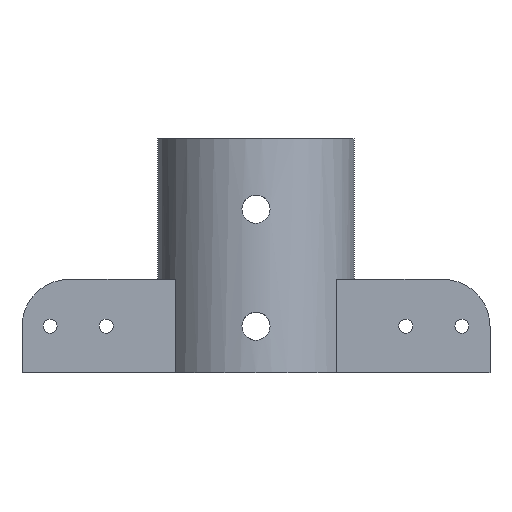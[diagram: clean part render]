
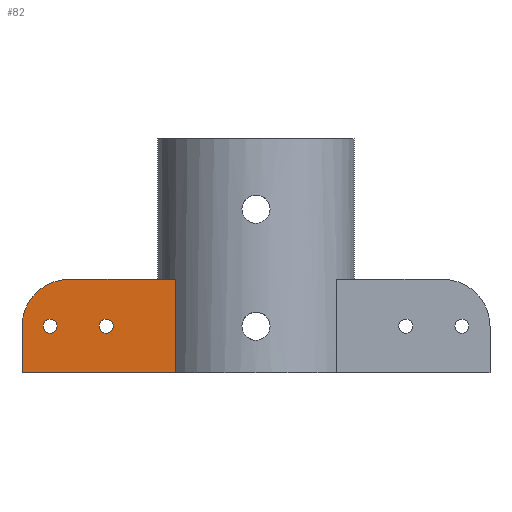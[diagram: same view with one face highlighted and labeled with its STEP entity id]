
A CAD part, front view. The second image highlights one B-rep face of the part: STEP entity #82.
In plain terms, the highlighted planar face has unit normal (0, -1, 0).
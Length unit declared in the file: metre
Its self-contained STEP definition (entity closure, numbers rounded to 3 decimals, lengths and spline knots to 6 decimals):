
#82 = ADVANCED_FACE( '', ( #186, #187, #188 ), #189, .T. );
#186 = FACE_BOUND( '', #303, .T. );
#187 = FACE_BOUND( '', #304, .T. );
#188 = FACE_OUTER_BOUND( '', #305, .T. );
#189 = PLANE( '', #306 );
#303 = EDGE_LOOP( '', ( #488 ) );
#304 = EDGE_LOOP( '', ( #489 ) );
#305 = EDGE_LOOP( '', ( #490, #491, #492, #493, #494 ) );
#306 = AXIS2_PLACEMENT_3D( '', #495, #496, #497 );
#488 = ORIENTED_EDGE( '', *, *, #609, .F. );
#489 = ORIENTED_EDGE( '', *, *, #627, .F. );
#490 = ORIENTED_EDGE( '', *, *, #644, .F. );
#491 = ORIENTED_EDGE( '', *, *, #631, .F. );
#492 = ORIENTED_EDGE( '', *, *, #645, .T. );
#493 = ORIENTED_EDGE( '', *, *, #593, .T. );
#494 = ORIENTED_EDGE( '', *, *, #599, .T. );
#495 = CARTESIAN_POINT( '', ( 0., -0.006, 0.005 ) );
#496 = DIRECTION( '', ( 0., -1., 0. ) );
#497 = DIRECTION( '', ( 1., 0., 0. ) );
#593 = EDGE_CURVE( '', #698, #696, #699, .T. );
#599 = EDGE_CURVE( '', #696, #704, #707, .T. );
#609 = EDGE_CURVE( '', #722, #722, #723, .T. );
#627 = EDGE_CURVE( '', #751, #751, #752, .T. );
#631 = EDGE_CURVE( '', #756, #754, #758, .T. );
#644 = EDGE_CURVE( '', #754, #704, #776, .T. );
#645 = EDGE_CURVE( '', #756, #698, #777, .T. );
#696 = VERTEX_POINT( '', #1033 );
#698 = VERTEX_POINT( '', #1036 );
#699 = LINE( '', #1037, #1038 );
#704 = VERTEX_POINT( '', #1046 );
#707 = LINE( '', #1049, #1050 );
#722 = VERTEX_POINT( '', #1070 );
#723 = CIRCLE( '', #1071, 0.00075 );
#751 = VERTEX_POINT( '', #1153 );
#752 = CIRCLE( '', #1154, 0.00075 );
#754 = VERTEX_POINT( '', #1156 );
#756 = VERTEX_POINT( '', #1158 );
#758 = LINE( '', #1161, #1162 );
#776 = LINE( '', #1281, #1282 );
#777 = CIRCLE( '', #1283, 0.005 );
#1033 = CARTESIAN_POINT( '', ( -0.025, -0.006, 0. ) );
#1036 = CARTESIAN_POINT( '', ( -0.025, -0.006, 0.005 ) );
#1037 = CARTESIAN_POINT( '', ( -0.025, -0.006, 0.0025 ) );
#1038 = VECTOR( '', #1380, 1. );
#1046 = CARTESIAN_POINT( '', ( -0.008617, -0.006, 0. ) );
#1049 = CARTESIAN_POINT( '', ( 0., -0.006, 0. ) );
#1050 = VECTOR( '', #1387, 1. );
#1070 = CARTESIAN_POINT( '', ( -0.016, -0.006, 0.00425 ) );
#1071 = AXIS2_PLACEMENT_3D( '', #1399, #1400, #1401 );
#1153 = CARTESIAN_POINT( '', ( -0.022, -0.006, 0.00425 ) );
#1154 = AXIS2_PLACEMENT_3D( '', #1425, #1426, #1427 );
#1156 = CARTESIAN_POINT( '', ( -0.008617, -0.006, 0.01 ) );
#1158 = CARTESIAN_POINT( '', ( -0.02, -0.006, 0.01 ) );
#1161 = CARTESIAN_POINT( '', ( 0., -0.006, 0.01 ) );
#1162 = VECTOR( '', #1432, 1. );
#1281 = CARTESIAN_POINT( '', ( -0.008617, -0.006, 0.025 ) );
#1282 = VECTOR( '', #1442, 1. );
#1283 = AXIS2_PLACEMENT_3D( '', #1443, #1444, #1445 );
#1380 = DIRECTION( '', ( 0., 0., -1. ) );
#1387 = DIRECTION( '', ( 1., 0., 0. ) );
#1399 = CARTESIAN_POINT( '', ( -0.016, -0.006, 0.005 ) );
#1400 = DIRECTION( '', ( 0., -1., 0. ) );
#1401 = DIRECTION( '', ( 0., 0., -1. ) );
#1425 = CARTESIAN_POINT( '', ( -0.022, -0.006, 0.005 ) );
#1426 = DIRECTION( '', ( 0., -1., 0. ) );
#1427 = DIRECTION( '', ( 0., 0., -1. ) );
#1432 = DIRECTION( '', ( 1., 0., 0. ) );
#1442 = DIRECTION( '', ( 0., 0., -1. ) );
#1443 = CARTESIAN_POINT( '', ( -0.02, -0.006, 0.005 ) );
#1444 = DIRECTION( '', ( 0., -1., 0. ) );
#1445 = DIRECTION( '', ( 0., 0., -1. ) );
